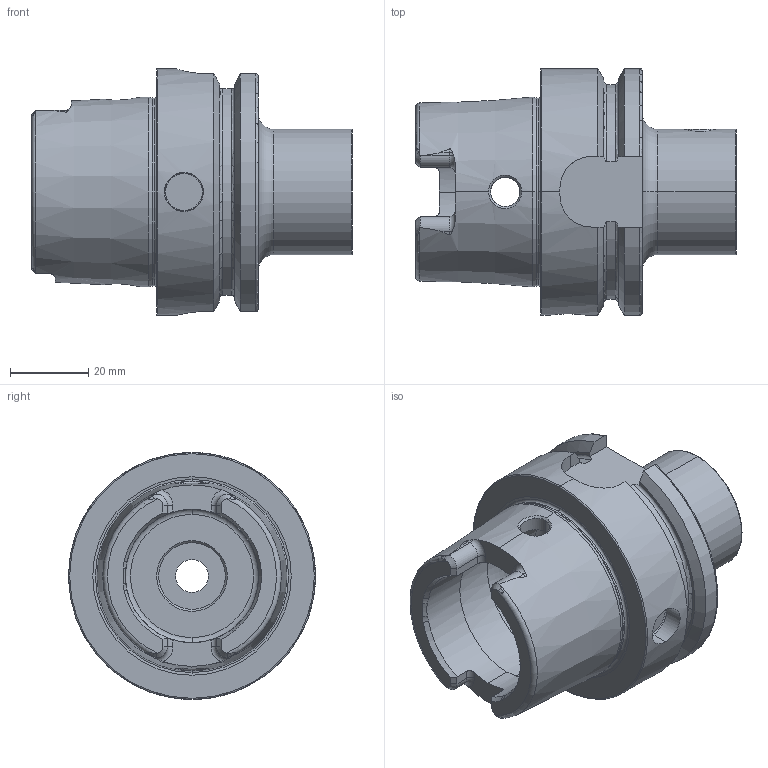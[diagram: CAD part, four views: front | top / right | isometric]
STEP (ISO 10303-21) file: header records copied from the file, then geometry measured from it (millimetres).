
FILE_DESCRIPTION (( 'STEP AP203' ), '1' );
FILE_NAME ('HA6.MB3.K01.050.STEP', '2013-09-25T13:40:47', ( 'baer' ), ( 'Hewlett-Packard Company' ), 'SwSTEP 2.0', 'SolidWorks 2012', '' );
FILE_SCHEMA (( 'CONFIG_CONTROL_DESIGN' ));
Length unit declared in the file: millimetre
Products named in the file (3): HA6.MB3.K01.050; MB3-ER1.001.011_A; HA6-MB3.K01.050_A_Fertigbearbeitung
Assembly tree (2 placements, depth 2):
  HA6.MB3.K01.050
    HA6-MB3.K01.050_A_Fertigbearbeitung
    MB3-ER1.001.011_A
Bounding box: 81.9 x 63 x 63 mm (x, y, z)
Volume: 95204.4 mm3; surface area: 26108.1 mm2
Topology: 2 solids, 2 shells, 225 faces, 590 edges, 371 vertices
Faces by surface type: cylinder 64, plane 64, cone 46, torus 37, bspline 14
Entity records: 8878 total; most frequent: CARTESIAN_POINT 3226, ORIENTED_EDGE 1176, DIRECTION 1075, EDGE_CURVE 588, AXIS2_PLACEMENT_3D 440, VERTEX_POINT 371, EDGE_LOOP 237, ADVANCED_FACE 225
